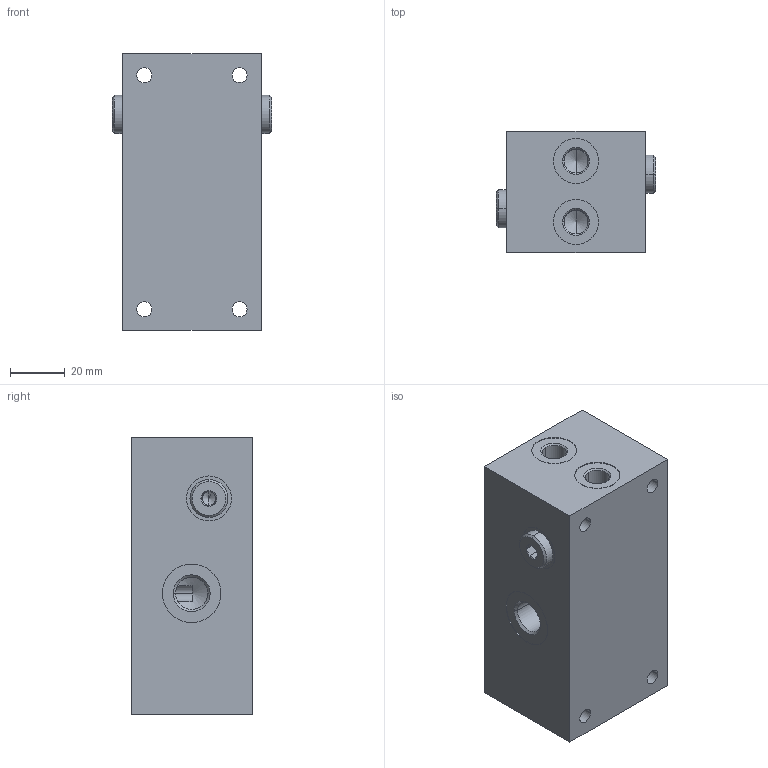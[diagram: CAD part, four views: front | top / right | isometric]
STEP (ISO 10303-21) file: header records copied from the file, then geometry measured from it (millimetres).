
FILE_DESCRIPTION((''),'2;1');
FILE_NAME('ILCM47094110','2018-10-30T',('maj'),(''),'PRO/ENGINEER BY PARAMETRIC TECHNOLOGY CORPORATION, 2013320','PRO/ENGINEER BY PARAMETRIC TECHNOLOGY CORPORATION, 2013320','');
FILE_SCHEMA(('AUTOMOTIVE_DESIGN { 1 0 10303 214 1 1 1 1 }'));
Length unit declared in the file: millimetre
Products named in the file (1): ILCM47094110
Bounding box: 58.42 x 44.45 x 101.6 mm (x, y, z)
Volume: 208248.3 mm3; surface area: 35316.6 mm2
Topology: 1 solids, 1 shells, 155 faces, 387 edges, 243 vertices
Faces by surface type: cylinder 68, plane 53, cone 34
Entity records: 6576 total; most frequent: CARTESIAN_POINT 1255, DIRECTION 797, ORIENTED_EDGE 750, PRESENTATION_STYLE_ASSIGNMENT 428, STYLED_ITEM 376, CURVE_STYLE 375, EDGE_CURVE 375, AXIS2_PLACEMENT_3D 323
